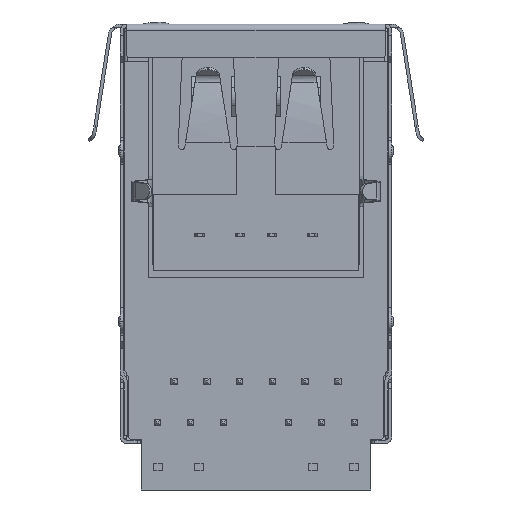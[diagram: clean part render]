
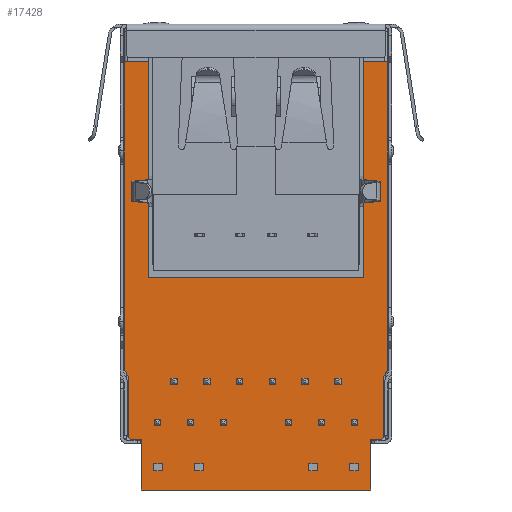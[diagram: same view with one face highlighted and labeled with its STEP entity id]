
A CAD part, front view. The second image highlights one B-rep face of the part: STEP entity #17428.
In plain terms, the highlighted planar face has unit normal (0, -1, 0).
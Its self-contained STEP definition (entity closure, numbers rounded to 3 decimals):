
#199 = LINE ( 'NONE', #27230, #21866 ) ;
#435 = ORIENTED_EDGE ( 'NONE', *, *, #14041, .T. ) ;
#908 = CARTESIAN_POINT ( 'NONE',  ( -6.7, 0., -15.75 ) ) ;
#946 = LINE ( 'NONE', #28334, #28366 ) ;
#1034 = CARTESIAN_POINT ( 'NONE',  ( -8.2, 0., -21.5 ) ) ;
#2299 = LINE ( 'NONE', #14472, #25230 ) ;
#2336 = DIRECTION ( 'NONE',  ( 0., -1., 0. ) ) ;
#2368 = ORIENTED_EDGE ( 'NONE', *, *, #33683, .T. ) ;
#2970 = CARTESIAN_POINT ( 'NONE',  ( 7.15, 0., -29. ) ) ;
#3022 = CARTESIAN_POINT ( 'NONE',  ( -7.75, 0., -25.85 ) ) ;
#3214 = ORIENTED_EDGE ( 'NONE', *, *, #4831, .F. ) ;
#3345 = VECTOR ( 'NONE', #3518, 1000. ) ;
#3371 = DIRECTION ( 'NONE',  ( 0., 0., -1. ) ) ;
#3405 = EDGE_LOOP ( 'NONE', ( #8340, #5431, #25628, #33857, #3214, #16172, #8283, #30456, #5922, #435, #7994, #31810, #20086, #29442, #2368, #9322, #14020, #30475 ) ) ;
#3518 = DIRECTION ( 'NONE',  ( 1., 0., 0. ) ) ;
#3723 = LINE ( 'NONE', #31865, #16213 ) ;
#3756 = CARTESIAN_POINT ( 'NONE',  ( -7.75, 0., -25.65 ) ) ;
#3830 = DIRECTION ( 'NONE',  ( 0., 0., 1. ) ) ;
#3844 = VERTEX_POINT ( 'NONE', #24449 ) ;
#3995 = DIRECTION ( 'NONE',  ( 0., 0., -1. ) ) ;
#4290 = VERTEX_POINT ( 'NONE', #23103 ) ;
#4308 = VECTOR ( 'NONE', #33642, 1000. ) ;
#4831 = EDGE_CURVE ( 'NONE', #7296, #27439, #23044, .T. ) ;
#4860 = EDGE_CURVE ( 'NONE', #13854, #29820, #946, .T. ) ;
#4881 = VECTOR ( 'NONE', #11816, 1000. ) ;
#5023 = DIRECTION ( 'NONE',  ( 0., 0., 1. ) ) ;
#5133 = CARTESIAN_POINT ( 'NONE',  ( -7.95, 0., -21.915 ) ) ;
#5431 = ORIENTED_EDGE ( 'NONE', *, *, #18673, .T. ) ;
#5562 = VERTEX_POINT ( 'NONE', #15498 ) ;
#5922 = ORIENTED_EDGE ( 'NONE', *, *, #19700, .T. ) ;
#6016 = DIRECTION ( 'NONE',  ( 0., -1., 0. ) ) ;
#6463 = DIRECTION ( 'NONE',  ( 0., 0., 1. ) ) ;
#6746 = VERTEX_POINT ( 'NONE', #28683 ) ;
#7296 = VERTEX_POINT ( 'NONE', #2970 ) ;
#7474 = EDGE_CURVE ( 'NONE', #5562, #27402, #16487, .T. ) ;
#7652 = FACE_OUTER_BOUND ( 'NONE', #3405, .T. ) ;
#7994 = ORIENTED_EDGE ( 'NONE', *, *, #12597, .T. ) ;
#8283 = ORIENTED_EDGE ( 'NONE', *, *, #10292, .T. ) ;
#8340 = ORIENTED_EDGE ( 'NONE', *, *, #20211, .T. ) ;
#8594 = VERTEX_POINT ( 'NONE', #33787 ) ;
#8702 = DIRECTION ( 'NONE',  ( 0., 0., -1. ) ) ;
#9054 = DIRECTION ( 'NONE',  ( -1., 0., 0. ) ) ;
#9118 = DIRECTION ( 'NONE',  ( 0., -1., 0. ) ) ;
#9322 = ORIENTED_EDGE ( 'NONE', *, *, #4860, .T. ) ;
#9985 = VERTEX_POINT ( 'NONE', #3022 ) ;
#10001 = CARTESIAN_POINT ( 'NONE',  ( 7.15, 0., -29. ) ) ;
#10292 = EDGE_CURVE ( 'NONE', #8594, #17068, #26630, .T. ) ;
#10462 = CARTESIAN_POINT ( 'NONE',  ( -6.7, 0., -2.35 ) ) ;
#11816 = DIRECTION ( 'NONE',  ( -1., 0., 0. ) ) ;
#11891 = EDGE_CURVE ( 'NONE', #9985, #21287, #3723, .T. ) ;
#11924 = LINE ( 'NONE', #908, #4881 ) ;
#12368 = VECTOR ( 'NONE', #6463, 1000. ) ;
#12597 = EDGE_CURVE ( 'NONE', #14617, #4290, #33114, .T. ) ;
#13432 = VECTOR ( 'NONE', #28787, 1000. ) ;
#13854 = VERTEX_POINT ( 'NONE', #10462 ) ;
#14020 = ORIENTED_EDGE ( 'NONE', *, *, #24959, .T. ) ;
#14041 = EDGE_CURVE ( 'NONE', #26578, #14617, #199, .T. ) ;
#14132 = CARTESIAN_POINT ( 'NONE',  ( -7.15, 0., -25.85 ) ) ;
#14368 = CARTESIAN_POINT ( 'NONE',  ( 6.7, 0., -2.35 ) ) ;
#14472 = CARTESIAN_POINT ( 'NONE',  ( -7.15, 0., -29. ) ) ;
#14617 = VERTEX_POINT ( 'NONE', #31025 ) ;
#15326 = VECTOR ( 'NONE', #3995, 1000. ) ;
#15365 = DIRECTION ( 'NONE',  ( 0., 0., -1. ) ) ;
#15476 = CARTESIAN_POINT ( 'NONE',  ( -6.7, 0., -2.35 ) ) ;
#15498 = CARTESIAN_POINT ( 'NONE',  ( 6.7, 0., -2.35 ) ) ;
#15666 = CARTESIAN_POINT ( 'NONE',  ( -8.2, 0., -2.35 ) ) ;
#15809 = LINE ( 'NONE', #17190, #31939 ) ;
#15815 = AXIS2_PLACEMENT_3D ( 'NONE', #26194, #2336, #29129 ) ;
#16064 = CARTESIAN_POINT ( 'NONE',  ( 7.75, 0., -25.85 ) ) ;
#16172 = ORIENTED_EDGE ( 'NONE', *, *, #29605, .T. ) ;
#16213 = VECTOR ( 'NONE', #20931, 1000. ) ;
#16296 = CARTESIAN_POINT ( 'NONE',  ( 7.15, 0., -29. ) ) ;
#16487 = LINE ( 'NONE', #17191, #25236 ) ;
#16702 = VERTEX_POINT ( 'NONE', #29376 ) ;
#16813 = DIRECTION ( 'NONE',  ( 0.516, 0., 0.857 ) ) ;
#17068 = VERTEX_POINT ( 'NONE', #16064 ) ;
#17076 = LINE ( 'NONE', #16296, #25394 ) ;
#17190 = CARTESIAN_POINT ( 'NONE',  ( 7.95, 0., -21.915 ) ) ;
#17191 = CARTESIAN_POINT ( 'NONE',  ( 6.7, 0., -15.75 ) ) ;
#17428 = ADVANCED_FACE ( 'NONE', ( #7652 ), #21616, .T. ) ;
#18673 = EDGE_CURVE ( 'NONE', #29718, #9985, #25047, .T. ) ;
#19700 = EDGE_CURVE ( 'NONE', #6746, #26578, #15809, .T. ) ;
#19785 = LINE ( 'NONE', #1034, #32546 ) ;
#19961 = CARTESIAN_POINT ( 'NONE',  ( -7.95, 0., -25.85 ) ) ;
#20086 = ORIENTED_EDGE ( 'NONE', *, *, #7474, .T. ) ;
#20211 = EDGE_CURVE ( 'NONE', #25726, #29718, #22829, .T. ) ;
#20931 = DIRECTION ( 'NONE',  ( 1., 0., 0. ) ) ;
#21096 = CARTESIAN_POINT ( 'NONE',  ( -7.95, 0., -21.915 ) ) ;
#21287 = VERTEX_POINT ( 'NONE', #14132 ) ;
#21316 = EDGE_CURVE ( 'NONE', #27439, #21287, #2299, .T. ) ;
#21616 = PLANE ( 'NONE',  #30001 ) ;
#21681 = VECTOR ( 'NONE', #5023, 1000. ) ;
#21866 = VECTOR ( 'NONE', #16813, 1000. ) ;
#22060 = CARTESIAN_POINT ( 'NONE',  ( 7.95, 0., -25.85 ) ) ;
#22095 = VECTOR ( 'NONE', #9054, 1000. ) ;
#22211 = LINE ( 'NONE', #5133, #13432 ) ;
#22395 = CARTESIAN_POINT ( 'NONE',  ( 8.2, 0., -2.35 ) ) ;
#22431 = CARTESIAN_POINT ( 'NONE',  ( 7.95, 0., -21.915 ) ) ;
#22825 = DIRECTION ( 'NONE',  ( -1., 0., 0. ) ) ;
#22829 = LINE ( 'NONE', #19961, #15326 ) ;
#23044 = LINE ( 'NONE', #10001, #4308 ) ;
#23103 = CARTESIAN_POINT ( 'NONE',  ( 8.2, 0., -2.35 ) ) ;
#23695 = EDGE_CURVE ( 'NONE', #27402, #3844, #11924, .T. ) ;
#24189 = CARTESIAN_POINT ( 'NONE',  ( -7.15, 0., -29. ) ) ;
#24266 = CARTESIAN_POINT ( 'NONE',  ( -8.05, 0., -0.2 ) ) ;
#24449 = CARTESIAN_POINT ( 'NONE',  ( -6.7, 0., -15.75 ) ) ;
#24672 = EDGE_CURVE ( 'NONE', #17068, #6746, #27624, .T. ) ;
#24959 = EDGE_CURVE ( 'NONE', #29820, #16702, #19785, .T. ) ;
#24960 = DIRECTION ( 'NONE',  ( 0., 0., 1. ) ) ;
#24968 = DIRECTION ( 'NONE',  ( 0., 0., 1. ) ) ;
#25047 = CIRCLE ( 'NONE', #34274, 0.2 ) ;
#25230 = VECTOR ( 'NONE', #24960, 1000. ) ;
#25236 = VECTOR ( 'NONE', #15365, 1000. ) ;
#25394 = VECTOR ( 'NONE', #3830, 1000. ) ;
#25628 = ORIENTED_EDGE ( 'NONE', *, *, #11891, .T. ) ;
#25726 = VERTEX_POINT ( 'NONE', #21096 ) ;
#26194 = CARTESIAN_POINT ( 'NONE',  ( 7.75, 0., -25.65 ) ) ;
#26578 = VERTEX_POINT ( 'NONE', #22431 ) ;
#26584 = EDGE_CURVE ( 'NONE', #4290, #5562, #27846, .T. ) ;
#26630 = LINE ( 'NONE', #22060, #3345 ) ;
#27230 = CARTESIAN_POINT ( 'NONE',  ( 8.2, 0., -21.5 ) ) ;
#27402 = VERTEX_POINT ( 'NONE', #29004 ) ;
#27404 = EDGE_CURVE ( 'NONE', #16702, #25726, #22211, .T. ) ;
#27439 = VERTEX_POINT ( 'NONE', #24189 ) ;
#27624 = CIRCLE ( 'NONE', #15815, 0.2 ) ;
#27779 = DIRECTION ( 'NONE',  ( 0., 0., -1. ) ) ;
#27846 = LINE ( 'NONE', #14368, #22095 ) ;
#28334 = CARTESIAN_POINT ( 'NONE',  ( -8.2, 0., -2.35 ) ) ;
#28366 = VECTOR ( 'NONE', #22825, 1000. ) ;
#28683 = CARTESIAN_POINT ( 'NONE',  ( 7.95, 0., -25.65 ) ) ;
#28787 = DIRECTION ( 'NONE',  ( 0.516, 0., -0.857 ) ) ;
#29004 = CARTESIAN_POINT ( 'NONE',  ( 6.7, 0., -15.75 ) ) ;
#29129 = DIRECTION ( 'NONE',  ( 0., 0., -1. ) ) ;
#29376 = CARTESIAN_POINT ( 'NONE',  ( -8.2, 0., -21.5 ) ) ;
#29442 = ORIENTED_EDGE ( 'NONE', *, *, #23695, .T. ) ;
#29605 = EDGE_CURVE ( 'NONE', #7296, #8594, #17076, .T. ) ;
#29718 = VERTEX_POINT ( 'NONE', #29906 ) ;
#29820 = VERTEX_POINT ( 'NONE', #15666 ) ;
#29906 = CARTESIAN_POINT ( 'NONE',  ( -7.95, 0., -25.65 ) ) ;
#30001 = AXIS2_PLACEMENT_3D ( 'NONE', #24266, #6016, #8702 ) ;
#30456 = ORIENTED_EDGE ( 'NONE', *, *, #24672, .T. ) ;
#30475 = ORIENTED_EDGE ( 'NONE', *, *, #27404, .T. ) ;
#31025 = CARTESIAN_POINT ( 'NONE',  ( 8.2, 0., -21.5 ) ) ;
#31810 = ORIENTED_EDGE ( 'NONE', *, *, #26584, .T. ) ;
#31865 = CARTESIAN_POINT ( 'NONE',  ( 7.95, 0., -25.85 ) ) ;
#31939 = VECTOR ( 'NONE', #24968, 1000. ) ;
#32546 = VECTOR ( 'NONE', #3371, 1000. ) ;
#32818 = LINE ( 'NONE', #15476, #21681 ) ;
#33114 = LINE ( 'NONE', #22395, #12368 ) ;
#33642 = DIRECTION ( 'NONE',  ( -1., 0., 0. ) ) ;
#33683 = EDGE_CURVE ( 'NONE', #3844, #13854, #32818, .T. ) ;
#33787 = CARTESIAN_POINT ( 'NONE',  ( 7.15, 0., -25.85 ) ) ;
#33857 = ORIENTED_EDGE ( 'NONE', *, *, #21316, .F. ) ;
#34274 = AXIS2_PLACEMENT_3D ( 'NONE', #3756, #9118, #27779 ) ;
